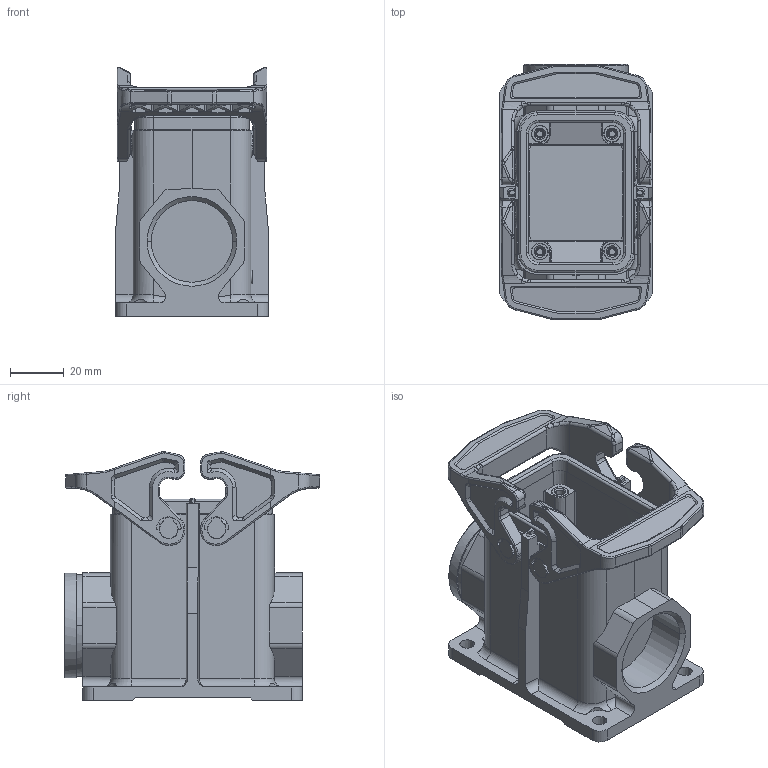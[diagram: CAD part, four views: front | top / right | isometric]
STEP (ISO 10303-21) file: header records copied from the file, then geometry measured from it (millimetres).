
FILE_DESCRIPTION(('CATIA V5 STEP Exchange','CAx-IF Rec.Pracs.--- Model Styling and Organization---1.5--- 2016-08-15','CAx-IF Rec.Pracs.---Supplemental Geometry---1.0---2011-11-01','CAx-IF Rec.Pracs.--- Composite Materials ---1.1---2010-07-15'),'2;1');
FILE_NAME ('2194809-5_0', '2025-08-15T07:19:56+00:00', ('none'), ('Weidmueller'), 'CATIA Version 5-6 Release 2024 SP4', 'CATIA V5 STEP AP214 v3', 'none');
FILE_SCHEMA(('AUTOMOTIVE_DESIGN { 1 0 10303 214 1 1 1 1 }'));
Products named in the file (1): 3164370000
Bounding box: 57 x 95.5 x 92.91 mm (x, y, z)
Volume: 126380.7 mm3; surface area: 64799.5 mm2
Topology: 3 solids, 3 shells, 2094 faces, 7890 edges, 5539 vertices
Faces by surface type: plane 1002, cylinder 751, torus 124, cone 120, bspline 71, revolution 16, sphere 10
Entity records: 100066 total; most frequent: CARTESIAN_POINT 41255, ORIENTED_EDGE 15760, EDGE_CURVE 7880, DIRECTION 7600, VERTEX_POINT 5539, B_SPLINE_CURVE_WITH_KNOTS 3372, VECTOR 3351, LINE 3351
